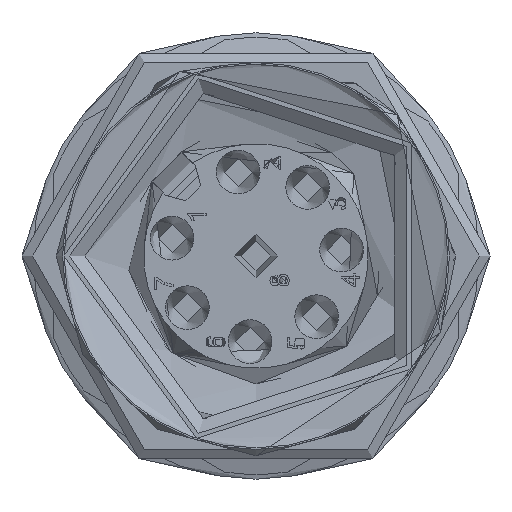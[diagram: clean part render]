
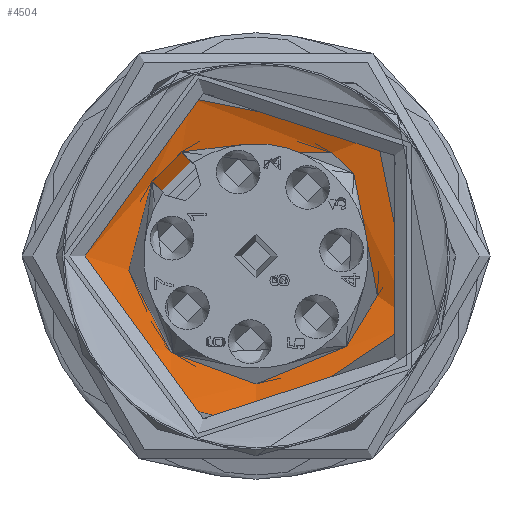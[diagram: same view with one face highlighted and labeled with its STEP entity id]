
A CAD part, left-side view. The second image highlights one B-rep face of the part: STEP entity #4504.
In plain terms, the highlighted toroidal (fillet/blend) face has major radius 4.845 mm and minor radius 0.75 mm.
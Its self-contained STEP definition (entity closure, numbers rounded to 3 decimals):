
#181=TOROIDAL_SURFACE('',#4924,4.845,0.75);
#1024=FACE_BOUND('',#1525,.T.);
#1025=FACE_BOUND('',#1526,.T.);
#1026=FACE_BOUND('',#1527,.T.);
#1525=EDGE_LOOP('',(#3572,#3573,#3574,#3575));
#1526=EDGE_LOOP('',(#3576));
#1527=EDGE_LOOP('',(#3577));
#1720=CIRCLE('',#4663,5.475);
#1868=CIRCLE('',#4925,4.1);
#1869=CIRCLE('',#4926,0.74);
#1870=CIRCLE('',#4927,4.1);
#1871=CIRCLE('',#4928,0.74);
#1872=CIRCLE('',#4929,4.723);
#1905=VERTEX_POINT('',#6201);
#2085=VERTEX_POINT('',#8257);
#2086=VERTEX_POINT('',#8258);
#2087=VERTEX_POINT('',#8260);
#2088=VERTEX_POINT('',#8262);
#2089=VERTEX_POINT('',#8265);
#2342=EDGE_CURVE('',#1905,#1905,#1720,.T.);
#2628=EDGE_CURVE('',#2085,#2086,#1868,.T.);
#2629=EDGE_CURVE('',#2085,#2087,#1869,.T.);
#2630=EDGE_CURVE('',#2088,#2087,#1870,.T.);
#2631=EDGE_CURVE('',#2088,#2086,#1871,.T.);
#2632=EDGE_CURVE('',#2089,#2089,#1872,.T.);
#3572=ORIENTED_EDGE('',*,*,#2628,.F.);
#3573=ORIENTED_EDGE('',*,*,#2629,.T.);
#3574=ORIENTED_EDGE('',*,*,#2630,.F.);
#3575=ORIENTED_EDGE('',*,*,#2631,.T.);
#3576=ORIENTED_EDGE('',*,*,#2632,.F.);
#3577=ORIENTED_EDGE('',*,*,#2342,.T.);
#4504=ADVANCED_FACE('',(#1024,#1025,#1026),#181,.T.);
#4663=AXIS2_PLACEMENT_3D('',#6202,#5090,#5091);
#4924=AXIS2_PLACEMENT_3D('',#8256,#5682,#5683);
#4925=AXIS2_PLACEMENT_3D('',#8259,#5684,#5685);
#4926=AXIS2_PLACEMENT_3D('',#8261,#5686,#5687);
#4927=AXIS2_PLACEMENT_3D('',#8263,#5688,#5689);
#4928=AXIS2_PLACEMENT_3D('',#8264,#5690,#5691);
#4929=AXIS2_PLACEMENT_3D('',#8266,#5692,#5693);
#5090=DIRECTION('center_axis',(-1.,0.,0.));
#5091=DIRECTION('ref_axis',(0.,0.,-1.));
#5682=DIRECTION('center_axis',(1.,0.,0.));
#5683=DIRECTION('ref_axis',(0.,0.,-1.));
#5684=DIRECTION('center_axis',(1.,0.,0.));
#5685=DIRECTION('ref_axis',(0.,0.,1.));
#5686=DIRECTION('center_axis',(0.,0.707,-0.707));
#5687=DIRECTION('ref_axis',(-0.117,-0.702,-0.702));
#5688=DIRECTION('center_axis',(-1.,0.,0.));
#5689=DIRECTION('ref_axis',(0.,0.,-1.));
#5690=DIRECTION('center_axis',(0.,-0.707,
0.707));
#5691=DIRECTION('ref_axis',(0.117,-0.702,-0.702));
#5692=DIRECTION('center_axis',(-1.,0.,0.));
#5693=DIRECTION('ref_axis',(0.,0.,-1.));
#6201=CARTESIAN_POINT('',(8.103,0.,-5.475));
#6202=CARTESIAN_POINT('Origin',(8.103,0.,
0.));
#8256=CARTESIAN_POINT('Origin',(8.51,0.,0.));
#8257=CARTESIAN_POINT('',(8.596,2.382,3.337));
#8258=CARTESIAN_POINT('',(8.596,3.337,2.382));
#8259=CARTESIAN_POINT('Origin',(8.596,0.,
0.));
#8260=CARTESIAN_POINT('',(8.424,2.382,3.337));
#8261=CARTESIAN_POINT('Origin',(8.51,2.902,3.856));
#8262=CARTESIAN_POINT('',(8.424,3.337,2.382));
#8263=CARTESIAN_POINT('Origin',(8.424,0.,
0.));
#8264=CARTESIAN_POINT('Origin',(8.51,3.856,2.902));
#8265=CARTESIAN_POINT('',(9.25,0.,-4.723));
#8266=CARTESIAN_POINT('Origin',(9.25,0.,0.));
